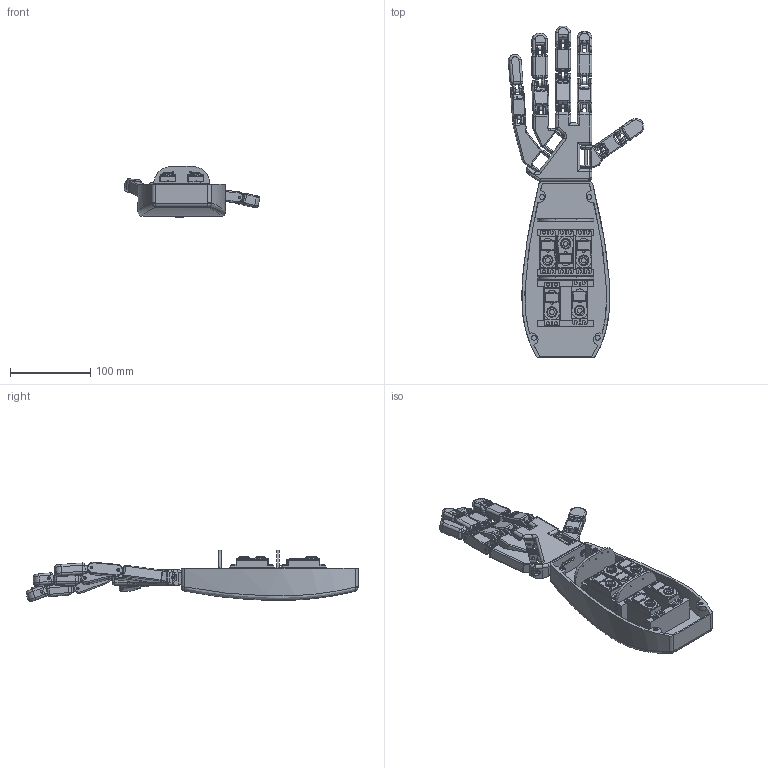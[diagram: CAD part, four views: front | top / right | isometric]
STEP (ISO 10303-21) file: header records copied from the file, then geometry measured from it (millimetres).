
FILE_DESCRIPTION(/* description */ ('STEP AP242 Edition 2','CAx-IF Rec.Pracs.---Representation and Presentation of Product Manufacturing Information (PMI)---4.0---2014-10-13','CAx-IF Rec.Pracs.---3D Tessellated Geometry---0.4---2014-09-14','2;1','CAx-IF Rec.Pracs.---User Defined Attributes---1.5---2016-08-15'),/* implementation_level */ '2;1');
FILE_NAME(/* name */ '6926a65e630f6ec4547a51cd',/* time_stamp */ '2025-11-26T07:04:01Z',/* author */ (''),/* organization */ (''),/* preprocessor_version */ 'ST-DEVELOPER v20',/* originating_system */ 'ONSHAPE BY PTC INC, 1.207',/* authorisation */ ' ');
FILE_SCHEMA (('AP242_MANAGED_MODEL_BASED_3D_ENGINEERING_MIM_LF { 1 0 10303 442 3 1 4 }'));
Products named in the file (22): Assembly 1; Index1; Middle2; Hex socket head cap screw M4x0.70 x 45; Ring3; Servo MG996R; Pinky2; Pinky3; Palm; FOREARM; Middle3; Ring2; Thumb1; Index2; Ring4; Index3; Thumb3; Middle1; Hex nut grade A & B M4x0.7; Pinky1; Ring1; Thumb2
Assembly tree (25 placements, depth 2):
  Assembly 1
    Index1
    Middle2
    Hex socket head cap screw M4x0.70 x 45
    Ring3
    Servo MG996R  x5
    Pinky2
    Pinky3
    Palm
    FOREARM
    Middle3
    Ring2
    Thumb1
    Index2
    Ring4
    Index3
    Thumb3
    Middle1
    Hex nut grade A & B M4x0.7
    Pinky1
    Ring1
    Thumb2
Bounding box: 169.29 x 414.93 x 64.01 mm (x, y, z)
Volume: 671652.5 mm3; surface area: 216131.4 mm2
Topology: 25 solids, 25 shells, 2699 faces, 7001 edges, 4202 vertices
Faces by surface type: cylinder 1065, plane 992, torus 346, bspline 165, sphere 100, cone 31
Full cylindrical faces by diameter (mm): 1.499 x2, 1.5 x43, 2.489 x12, 2.5 x6, 3.2 x12, 3.242 x1, 3.4 x2, 3.404 x14, 3.454 x11, 4 x14, 4.394 x2, 4.4 x8, 6 x5, 6.2 x4, 7 x2, 8.94 x2, 8.941 x1, 10.6 x5, 13 x5
Entity records: 68486 total; most frequent: CARTESIAN_POINT 18983, DIRECTION 10166, ORIENTED_EDGE 9852, EDGE_CURVE 4926, AXIS2_PLACEMENT_3D 4105, VERTEX_POINT 3001, FACE_BOUND 2447, EDGE_LOOP 2446
